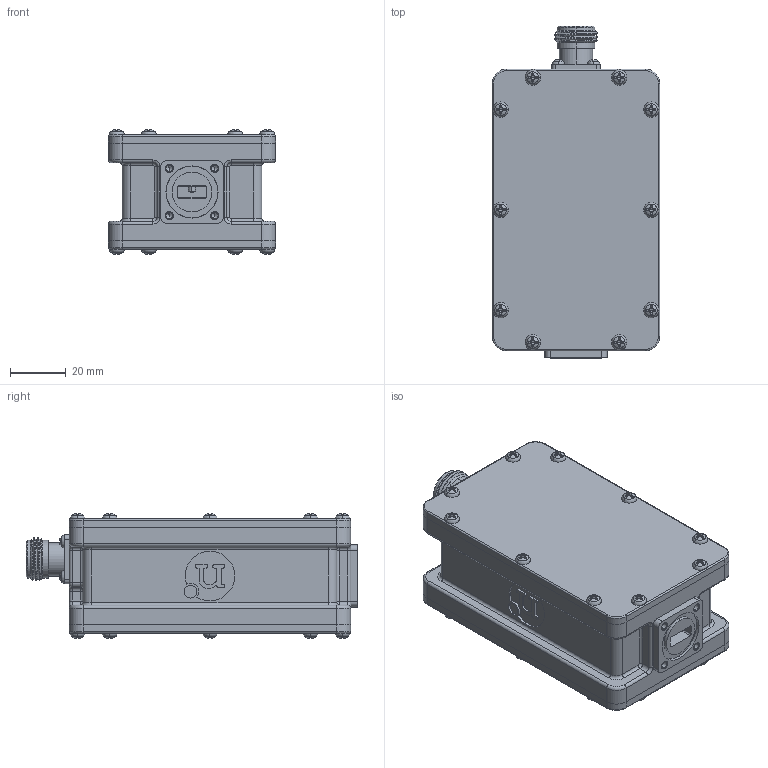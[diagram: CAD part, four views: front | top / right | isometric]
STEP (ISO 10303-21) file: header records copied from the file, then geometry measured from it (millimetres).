
FILE_DESCRIPTION (( 'STEP AP214' ), '1' );
FILE_NAME ('KAP-0A00 Assembly(N-Norsat Logo).STEP', '2020-06-01T00:50:52', ( '' ), ( '' ), 'SwSTEP 2.0', 'SolidWorks 2019', '' );
FILE_SCHEMA (( 'AUTOMOTIVE_DESIGN' ));
Length unit declared in the file: millimetre
Products named in the file (20): N4H-130100 I Ku PLL; KAP-0A00 Assembly(N-Norsat Logo); KAP-0A02 Cavity(LNA); NXB-0F02 3 Pin; KAP-0B02 PCB(DRO); KAP-0D01 T-Screw(M5xL5.5); round cross head screw_ks_KS 1023 RC - M2.6 x 10-N; NXB-0F01 Coaxial Cable; KAP-0E01 Probe; KAP-0A01 Body(Norsat Logo); round cross head screw_ks_KS 1023 RC - M3 x 8-N; round cross head screw_ks_KS 1023 RC - M2.6 x 12-N; KAP-0B01 PCB(LNA); KAP-0E02 Insulator; round cross head screw_ks_KS 1023 RC - M2.6 x 8-N; KAP-0A04 Cover; round cross head screw_ks_KS 1023 RC - M2.6 x 14-N; round cross head screw_ks_KS 1023 RC - M2.6 x 5-N; KAP-0C01 Packing(Body); KAP-0A03 Cavity(DRO)
Assembly tree (64 placements, depth 2):
  KAP-0A00 Assembly(N-Norsat Logo)
    KAP-0A01 Body(Norsat Logo)
    KAP-0E01 Probe
    KAP-0E02 Insulator
    NXB-0F01 Coaxial Cable  x2
    NXB-0F02 3 Pin
    KAP-0B01 PCB(LNA)
    KAP-0B02 PCB(DRO)
    N4H-130100 I Ku PLL
    round cross head screw_ks_KS 1023 RC - M2.6 x 8-N  x4
    KAP-0A02 Cavity(LNA)
    KAP-0A03 Cavity(DRO)
    KAP-0D01 T-Screw(M5xL5.5)
    round cross head screw_ks_KS 1023 RC - M2.6 x 5-N  x7
    round cross head screw_ks_KS 1023 RC - M2.6 x 10-N  x10
    round cross head screw_ks_KS 1023 RC - M2.6 x 12-N  x4
    round cross head screw_ks_KS 1023 RC - M2.6 x 14-N  x3
    KAP-0C01 Packing(Body)  x2
    KAP-0A04 Cover  x2
    round cross head screw_ks_KS 1023 RC - M3 x 8-N  x20
Bounding box: 60 x 119.1 x 44.78 mm (x, y, z)
Volume: 147206.3 mm3; surface area: 102701.7 mm2
Topology: 64 solids, 64 shells, 3176 faces, 7920 edges, 4794 vertices
Faces by surface type: plane 1290, cylinder 786, cone 641, torus 335, sphere 116, bspline 8
Entity records: 54315 total; most frequent: CARTESIAN_POINT 10932, DIRECTION 9548, ORIENTED_EDGE 8484, EDGE_CURVE 4242, AXIS2_PLACEMENT_3D 3694, VERTEX_POINT 2614, VECTOR 2160, LINE 2160
